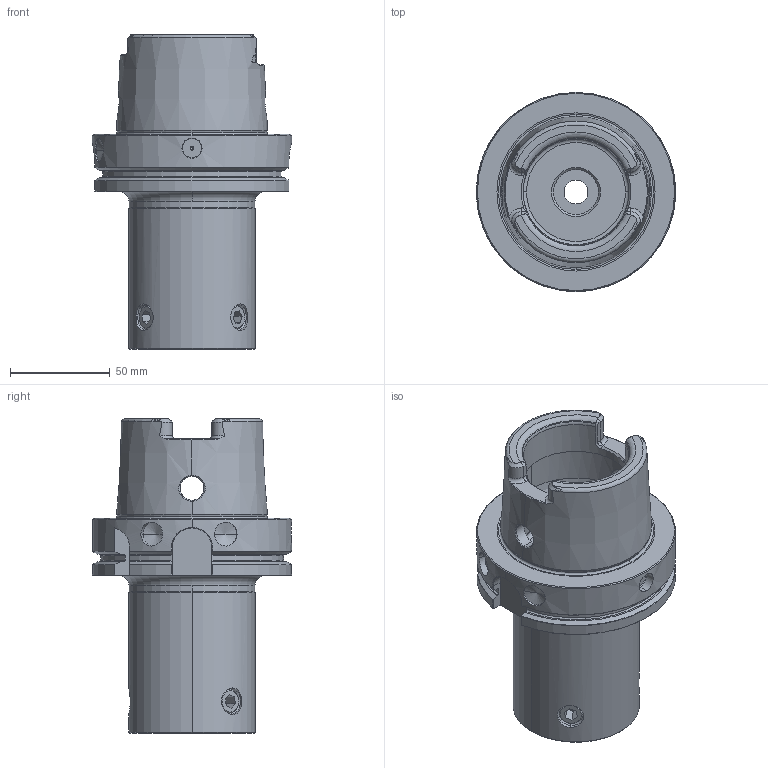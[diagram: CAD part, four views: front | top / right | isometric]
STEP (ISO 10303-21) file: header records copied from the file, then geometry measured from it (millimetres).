
FILE_DESCRIPTION(('no description'),'unknown implementation level');
FILE_NAME('20669E8F-28A4-4811-BD5F-9F39264DDF38_export.stp',' ',('CIMSOURCE GmbH'),('CADClick - KiM GmbH - www.kimweb.de'),'unknown preprocess','ACIS','unknown authorization');
FILE_SCHEMA(('automotive_design'));
Length unit declared in the file: millimetre
Products named in the file (4): 324.563N Kaiser HSK-A100 X CKN6 X 145|690.436 Kaiser ETL M12 X 18 CK6;NONE; 324.563N Kaiser HSK-A100 X CKN6 X 145|324.563N Kaiser HSK-A100 X CKN6 X 145_Fertigbearbeitung;NONE
Bounding box: 99.93 x 99.93 x 157.9 mm (x, y, z)
Volume: 451187.9 mm3; surface area: 74579.2 mm2
Topology: 4 solids, 4 shells, 349 faces, 883 edges, 533 vertices
Faces by surface type: cone 111, plane 104, cylinder 84, torus 34, bspline 16
Entity records: 24881 total; most frequent: CARTESIAN_POINT 6966, STYLED_ITEM 1755, PRESENTATION_STYLE_ASSIGNMENT 1755, COLOUR_RGB 1755, ORIENTED_EDGE 1738, DIRECTION 1638, EDGE_CURVE 869, CURVE_STYLE 869
